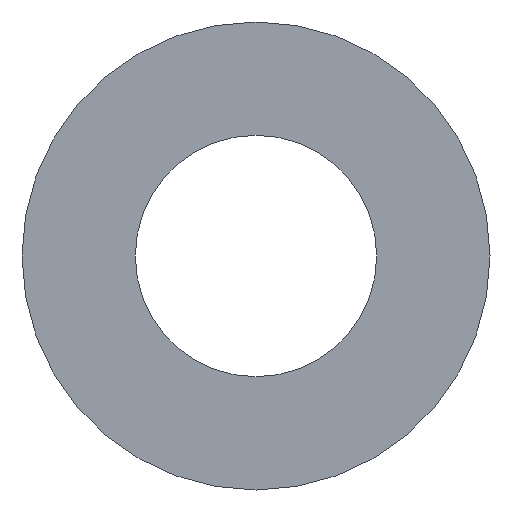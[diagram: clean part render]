
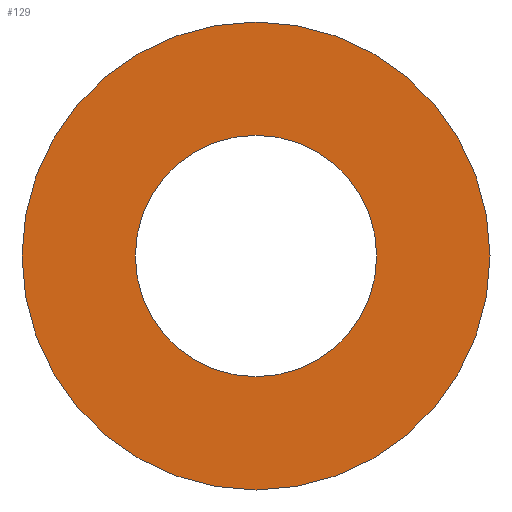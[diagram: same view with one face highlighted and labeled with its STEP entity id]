
A CAD part, front view. The second image highlights one B-rep face of the part: STEP entity #129.
In plain terms, the highlighted planar face has unit normal (0, -1, 0).
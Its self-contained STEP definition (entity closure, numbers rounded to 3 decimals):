
#8 = AXIS2_PLACEMENT_3D ( 'NONE', #165, #37, #246 ) ;
#15 = AXIS2_PLACEMENT_3D ( 'NONE', #116, #193, #152 ) ;
#29 = ORIENTED_EDGE ( 'NONE', *, *, #202, .F. ) ;
#33 = CARTESIAN_POINT ( 'NONE',  ( 0., 0., 0. ) ) ;
#34 = DIRECTION ( 'NONE',  ( 0., 0., 1. ) ) ;
#37 = DIRECTION ( 'NONE',  ( 0., 1., 0. ) ) ;
#44 = PLANE ( 'NONE',  #15 ) ;
#55 = AXIS2_PLACEMENT_3D ( 'NONE', #82, #159, #96 ) ;
#60 = CARTESIAN_POINT ( 'NONE',  ( 0., 0., 53.25 ) ) ;
#63 = EDGE_CURVE ( 'NONE', #90, #175, #167, .T. ) ;
#65 = FACE_BOUND ( 'NONE', #220, .T. ) ;
#67 = ORIENTED_EDGE ( 'NONE', *, *, #63, .T. ) ;
#82 = CARTESIAN_POINT ( 'NONE',  ( 0., 0., 0. ) ) ;
#85 = ORIENTED_EDGE ( 'NONE', *, *, #86, .F. ) ;
#86 = EDGE_CURVE ( 'NONE', #164, #247, #111, .T. ) ;
#90 = VERTEX_POINT ( 'NONE', #144 ) ;
#92 = AXIS2_PLACEMENT_3D ( 'NONE', #160, #121, #34 ) ;
#96 = DIRECTION ( 'NONE',  ( 0., 0., 1. ) ) ;
#97 = EDGE_CURVE ( 'NONE', #175, #90, #233, .T. ) ;
#104 = DIRECTION ( 'NONE',  ( 0., 0., 1. ) ) ;
#107 = CIRCLE ( 'NONE', #55, 103.25 ) ;
#111 = CIRCLE ( 'NONE', #8, 103.25 ) ;
#114 = AXIS2_PLACEMENT_3D ( 'NONE', #33, #223, #104 ) ;
#116 = CARTESIAN_POINT ( 'NONE',  ( 0., 0., 0. ) ) ;
#121 = DIRECTION ( 'NONE',  ( 0., 1., 0. ) ) ;
#129 = ADVANCED_FACE ( 'NONE', ( #211, #65 ), #44, .F. ) ;
#144 = CARTESIAN_POINT ( 'NONE',  ( 0., 0., -53.25 ) ) ;
#152 = DIRECTION ( 'NONE',  ( 0., 0., 1. ) ) ;
#159 = DIRECTION ( 'NONE',  ( 0., 1., 0. ) ) ;
#160 = CARTESIAN_POINT ( 'NONE',  ( 0., 0., 0. ) ) ;
#164 = VERTEX_POINT ( 'NONE', #173 ) ;
#165 = CARTESIAN_POINT ( 'NONE',  ( 0., 0., 0. ) ) ;
#167 = CIRCLE ( 'NONE', #92, 53.25 ) ;
#173 = CARTESIAN_POINT ( 'NONE',  ( 0., 0., 103.25 ) ) ;
#175 = VERTEX_POINT ( 'NONE', #60 ) ;
#193 = DIRECTION ( 'NONE',  ( 0., 1., 0. ) ) ;
#202 = EDGE_CURVE ( 'NONE', #247, #164, #107, .T. ) ;
#211 = FACE_OUTER_BOUND ( 'NONE', #218, .T. ) ;
#216 = ORIENTED_EDGE ( 'NONE', *, *, #97, .T. ) ;
#218 = EDGE_LOOP ( 'NONE', ( #29, #85 ) ) ;
#220 = EDGE_LOOP ( 'NONE', ( #67, #216 ) ) ;
#223 = DIRECTION ( 'NONE',  ( 0., 1., 0. ) ) ;
#232 = CARTESIAN_POINT ( 'NONE',  ( 0., 0., -103.25 ) ) ;
#233 = CIRCLE ( 'NONE', #114, 53.25 ) ;
#246 = DIRECTION ( 'NONE',  ( 0., 0., 1. ) ) ;
#247 = VERTEX_POINT ( 'NONE', #232 ) ;
